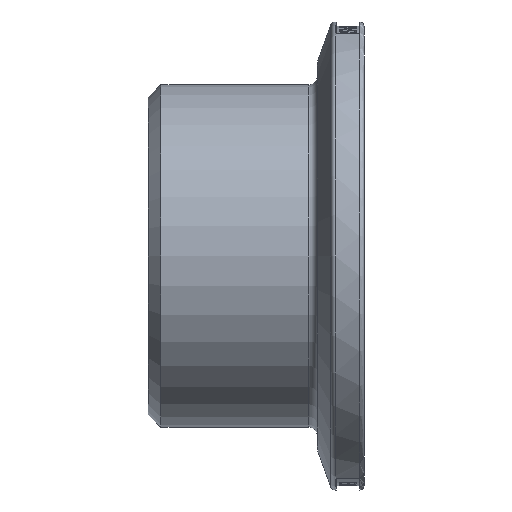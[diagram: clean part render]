
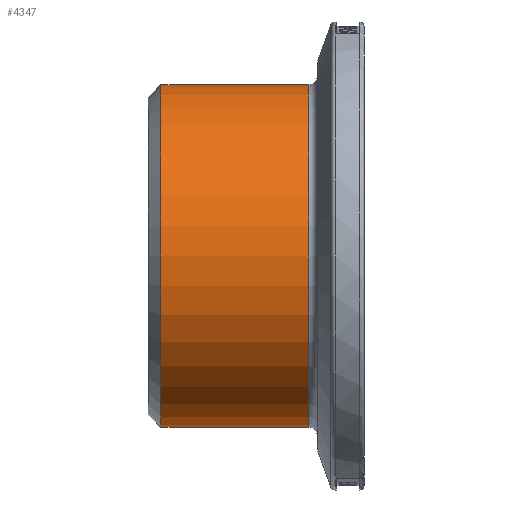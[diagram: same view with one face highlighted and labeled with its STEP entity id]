
A CAD part, front view. The second image highlights one B-rep face of the part: STEP entity #4347.
In plain terms, the highlighted cylindrical face has radius 30.226 mm (diameter 60.452 mm), a full revolution.
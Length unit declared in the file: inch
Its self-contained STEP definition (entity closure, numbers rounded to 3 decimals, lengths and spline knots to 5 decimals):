
#982=CYLINDRICAL_SURFACE('',#4616,1.19);
#1128=FACE_BOUND('',#1432,.T.);
#1166=FACE_OUTER_BOUND('',#1431,.T.);
#1431=EDGE_LOOP('',(#2988));
#1432=EDGE_LOOP('',(#2989));
#1727=CIRCLE('',#4615,1.19);
#1728=CIRCLE('',#4617,1.19);
#1848=VERTEX_POINT('',#5882);
#1849=VERTEX_POINT('',#5885);
#2305=EDGE_CURVE('',#1848,#1848,#1727,.T.);
#2306=EDGE_CURVE('',#1849,#1849,#1728,.T.);
#2988=ORIENTED_EDGE('',*,*,#2306,.F.);
#2989=ORIENTED_EDGE('',*,*,#2305,.F.);
#4347=ADVANCED_FACE('',(#1166,#1128),#982,.T.);
#4615=AXIS2_PLACEMENT_3D('',#5883,#4950,#4951);
#4616=AXIS2_PLACEMENT_3D('',#5884,#4952,#4953);
#4617=AXIS2_PLACEMENT_3D('',#5886,#4954,#4955);
#4950=DIRECTION('center_axis',(-1.,0.,0.));
#4951=DIRECTION('ref_axis',(0.,-1.,0.));
#4952=DIRECTION('center_axis',(1.,0.,0.));
#4953=DIRECTION('ref_axis',(0.,1.,0.));
#4954=DIRECTION('center_axis',(1.,0.,0.));
#4955=DIRECTION('ref_axis',(0.,-1.,0.));
#5882=CARTESIAN_POINT('',(-1.41,1.19,0.));
#5883=CARTESIAN_POINT('Origin',(-1.41,0.,0.));
#5884=CARTESIAN_POINT('Origin',(-0.912,0.,0.));
#5885=CARTESIAN_POINT('',(-0.384,1.19,0.));
#5886=CARTESIAN_POINT('Origin',(-0.384,0.,0.));
